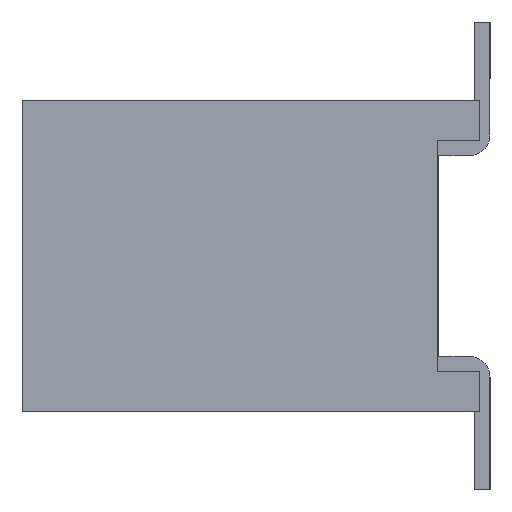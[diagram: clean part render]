
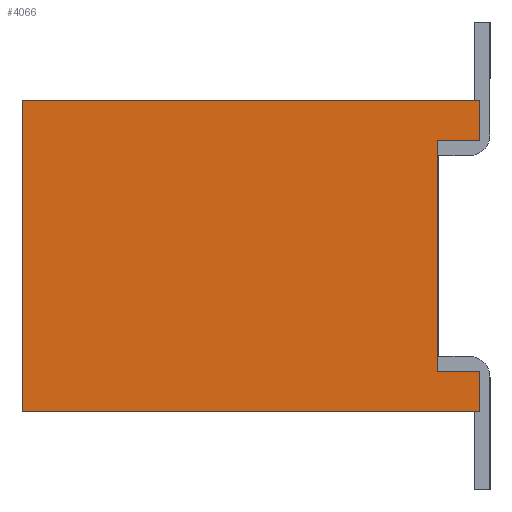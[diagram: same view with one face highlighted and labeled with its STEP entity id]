
A CAD part, left-side view. The second image highlights one B-rep face of the part: STEP entity #4066.
In plain terms, the highlighted planar face has unit normal (-1, 0, 0).
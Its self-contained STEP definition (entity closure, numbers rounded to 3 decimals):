
#4066 = ADVANCED_FACE( '', ( #8801 ), #8802, .F. );
#8801 = FACE_OUTER_BOUND( '', #14127, .T. );
#8802 = PLANE( '', #14128 );
#14127 = EDGE_LOOP( '', ( #26729, #26730, #26731, #26732, #26733, #26734, #26735, #26736 ) );
#14128 = AXIS2_PLACEMENT_3D( '', #26737, #26738, #26739 );
#26729 = ORIENTED_EDGE( '', *, *, #37108, .F. );
#26730 = ORIENTED_EDGE( '', *, *, #37723, .T. );
#26731 = ORIENTED_EDGE( '', *, *, #37437, .T. );
#26732 = ORIENTED_EDGE( '', *, *, #37724, .T. );
#26733 = ORIENTED_EDGE( '', *, *, #32853, .F. );
#26734 = ORIENTED_EDGE( '', *, *, #36203, .F. );
#26735 = ORIENTED_EDGE( '', *, *, #37725, .T. );
#26736 = ORIENTED_EDGE( '', *, *, #36442, .T. );
#26737 = CARTESIAN_POINT( '', ( -12.93, 3.9, -1.5 ) );
#26738 = DIRECTION( '', ( 1., 0., 0. ) );
#26739 = DIRECTION( '', ( 0., 0., -1. ) );
#32853 = EDGE_CURVE( '', #39730, #39732, #39733, .T. );
#36203 = EDGE_CURVE( '', #45115, #39730, #45117, .T. );
#36442 = EDGE_CURVE( '', #45461, #45459, #45462, .T. );
#37108 = EDGE_CURVE( '', #46365, #45459, #46367, .T. );
#37437 = EDGE_CURVE( '', #46806, #46804, #46807, .T. );
#37723 = EDGE_CURVE( '', #46365, #46806, #47168, .T. );
#37724 = EDGE_CURVE( '', #46804, #39732, #47169, .T. );
#37725 = EDGE_CURVE( '', #45115, #45461, #47170, .T. );
#39730 = VERTEX_POINT( '', #49629 );
#39732 = VERTEX_POINT( '', #49632 );
#39733 = LINE( '', #49633, #49634 );
#45115 = VERTEX_POINT( '', #57239 );
#45117 = LINE( '', #57242, #57243 );
#45459 = VERTEX_POINT( '', #57767 );
#45461 = VERTEX_POINT( '', #57770 );
#45462 = LINE( '', #57771, #57772 );
#46365 = VERTEX_POINT( '', #59111 );
#46367 = LINE( '', #59114, #59115 );
#46804 = VERTEX_POINT( '', #59756 );
#46806 = VERTEX_POINT( '', #59759 );
#46807 = LINE( '', #59760, #59761 );
#47168 = LINE( '', #60298, #60299 );
#47169 = LINE( '', #60300, #60301 );
#47170 = LINE( '', #60302, #60303 );
#49629 = CARTESIAN_POINT( '', ( -12.93, 4.4, 1.5 ) );
#49632 = CARTESIAN_POINT( '', ( -12.93, 0., 1.5 ) );
#49633 = CARTESIAN_POINT( '', ( -12.93, 3.9, 1.5 ) );
#49634 = VECTOR( '', #62516, 1000. );
#57239 = CARTESIAN_POINT( '', ( -12.93, 4.4, -1.5 ) );
#57242 = CARTESIAN_POINT( '', ( -12.93, 4.4, 1.09 ) );
#57243 = VECTOR( '', #66082, 1000. );
#57767 = CARTESIAN_POINT( '', ( -12.93, 0., -1.115 ) );
#57770 = CARTESIAN_POINT( '', ( -12.93, 0., -1.5 ) );
#57771 = CARTESIAN_POINT( '', ( -12.93, 0., -1.5 ) );
#57772 = VECTOR( '', #66305, 1000. );
#59111 = CARTESIAN_POINT( '', ( -12.93, 0.4, -1.115 ) );
#59114 = CARTESIAN_POINT( '', ( -12.93, 0.4, -1.115 ) );
#59115 = VECTOR( '', #66905, 1000. );
#59756 = CARTESIAN_POINT( '', ( -12.93, 0., 1.115 ) );
#59759 = CARTESIAN_POINT( '', ( -12.93, 0.4, 1.115 ) );
#59760 = CARTESIAN_POINT( '', ( -12.93, 0.4, 1.115 ) );
#59761 = VECTOR( '', #67207, 1000. );
#60298 = CARTESIAN_POINT( '', ( -12.93, 0.4, -1.115 ) );
#60299 = VECTOR( '', #67480, 1000. );
#60300 = CARTESIAN_POINT( '', ( -12.93, 0., -1.5 ) );
#60301 = VECTOR( '', #67481, 1000. );
#60302 = CARTESIAN_POINT( '', ( -12.93, 3.9, -1.5 ) );
#60303 = VECTOR( '', #67482, 1000. );
#62516 = DIRECTION( '', ( 0., -1., 0. ) );
#66082 = DIRECTION( '', ( 0., 0., 1. ) );
#66305 = DIRECTION( '', ( 0., 0., 1. ) );
#66905 = DIRECTION( '', ( 0., -1., 0. ) );
#67207 = DIRECTION( '', ( 0., -1., 0. ) );
#67480 = DIRECTION( '', ( 0., 0., 1. ) );
#67481 = DIRECTION( '', ( 0., 0., 1. ) );
#67482 = DIRECTION( '', ( 0., -1., 0. ) );
